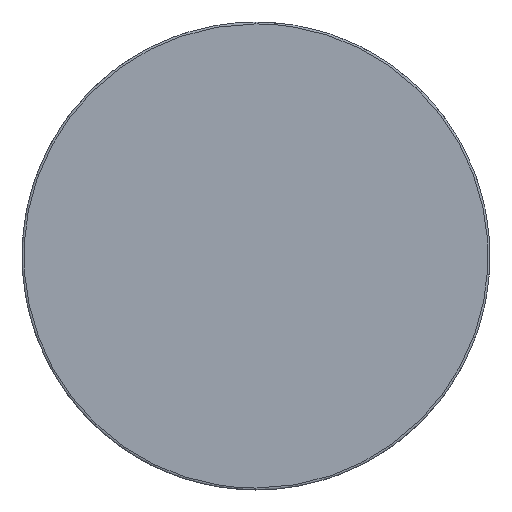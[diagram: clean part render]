
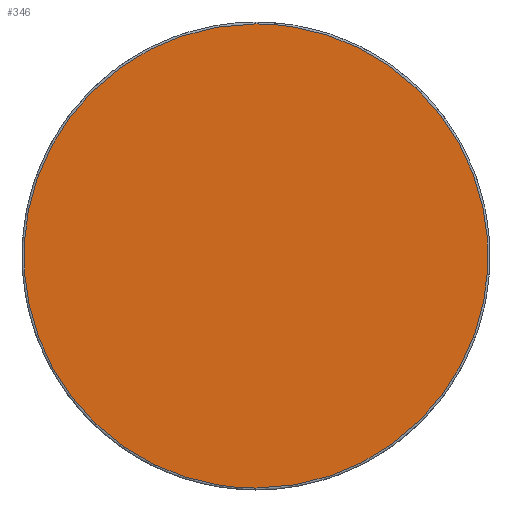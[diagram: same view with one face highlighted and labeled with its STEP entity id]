
A CAD part, top view. The second image highlights one B-rep face of the part: STEP entity #346.
In plain terms, the highlighted planar face has unit normal (0, 0, 1).
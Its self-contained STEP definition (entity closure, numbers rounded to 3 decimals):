
#346=ADVANCED_FACE('',(#685),#5860,.T.);
#685=FACE_OUTER_BOUND('',#1035,.T.);
#1035=EDGE_LOOP('',(#2559,#2560));
#2559=ORIENTED_EDGE('',*,*,#3887,.T.);
#2560=ORIENTED_EDGE('',*,*,#3907,.T.);
#3887=EDGE_CURVE('',#5371,#5524,#4386,.T.);
#3907=EDGE_CURVE('',#5524,#5371,#4406,.T.);
#4386=(
BOUNDED_CURVE()
B_SPLINE_CURVE(2,(#17086,#17087,#17088,#17089,#17090),.UNSPECIFIED.,.F.,
 .F.)
B_SPLINE_CURVE_WITH_KNOTS((3,2,3),(0.,95.098,190.195),
 .UNSPECIFIED.)
CURVE()
GEOMETRIC_REPRESENTATION_ITEM()
RATIONAL_B_SPLINE_CURVE((1.,0.707,1.,0.707,1.))
REPRESENTATION_ITEM('')
);
#4406=(
BOUNDED_CURVE()
B_SPLINE_CURVE(2,(#17238,#17239,#17240,#17241,#17242),.UNSPECIFIED.,.F.,
 .F.)
B_SPLINE_CURVE_WITH_KNOTS((3,2,3),(190.195,285.293,380.39),
 .UNSPECIFIED.)
CURVE()
GEOMETRIC_REPRESENTATION_ITEM()
RATIONAL_B_SPLINE_CURVE((1.,0.707,1.,0.707,1.))
REPRESENTATION_ITEM('')
);
#5371=VERTEX_POINT('',#16189);
#5524=VERTEX_POINT('',#16342);
#5860=PLANE('',#6034);
#6034=AXIS2_PLACEMENT_3D('',#15355,#6124,$);
#6124=DIRECTION('',(0.,0.,1.));
#15355=CARTESIAN_POINT('',(-61.752,-1.798,6.81));
#16189=CARTESIAN_POINT('',(0.,120.495,6.81));
#16342=CARTESIAN_POINT('',(0.,-0.587,6.81));
#17086=CARTESIAN_POINT('',(0.,120.495,6.81));
#17087=CARTESIAN_POINT('',(-60.541,120.495,6.81));
#17088=CARTESIAN_POINT('',(-60.541,59.954,6.81));
#17089=CARTESIAN_POINT('',(-60.541,-0.587,6.81));
#17090=CARTESIAN_POINT('',(0.,-0.587,6.81));
#17238=CARTESIAN_POINT('',(0.,-0.587,6.81));
#17239=CARTESIAN_POINT('',(60.541,-0.587,6.81));
#17240=CARTESIAN_POINT('',(60.541,59.954,6.81));
#17241=CARTESIAN_POINT('',(60.541,120.495,6.81));
#17242=CARTESIAN_POINT('',(0.,120.495,6.81));
